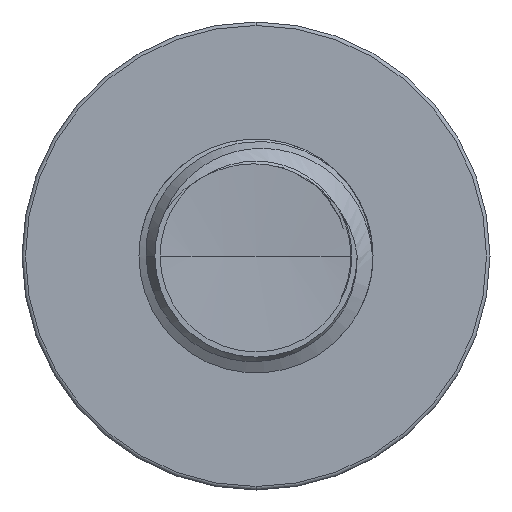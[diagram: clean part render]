
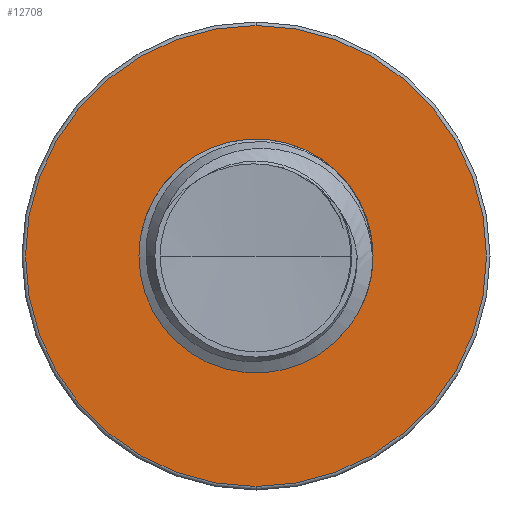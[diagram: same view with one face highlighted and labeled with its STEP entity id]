
A CAD part, front view. The second image highlights one B-rep face of the part: STEP entity #12708.
In plain terms, the highlighted planar face has unit normal (0, -1, 0).
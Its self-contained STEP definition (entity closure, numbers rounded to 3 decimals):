
#922 = AXIS2_PLACEMENT_3D ( 'NONE', #7296, #30936, #16400 ) ;
#1118 = CIRCLE ( 'NONE', #20500, 3.94 ) ;
#1384 = EDGE_CURVE ( 'NONE', #1664, #9331, #27942, .T. ) ;
#1455 = FACE_BOUND ( 'NONE', #32534, .T. ) ;
#1664 = VERTEX_POINT ( 'NONE', #3663 ) ;
#1972 = CARTESIAN_POINT ( 'NONE',  ( 0., 12.5, 0. ) ) ;
#3663 = CARTESIAN_POINT ( 'NONE',  ( 0., 12.5, 1.971 ) ) ;
#4541 = DIRECTION ( 'NONE',  ( 0., 0., -1. ) ) ;
#4823 = EDGE_CURVE ( 'NONE', #29588, #32556, #1118, .T. ) ;
#4927 = AXIS2_PLACEMENT_3D ( 'NONE', #5438, #5405, #5362 ) ;
#5362 = DIRECTION ( 'NONE',  ( 0., 0., -1. ) ) ;
#5405 = DIRECTION ( 'NONE',  ( 0., -1., 0. ) ) ;
#5438 = CARTESIAN_POINT ( 'NONE',  ( 0., 12.5, 0. ) ) ;
#6923 = DIRECTION ( 'NONE',  ( 0., -1., 0. ) ) ;
#7296 = CARTESIAN_POINT ( 'NONE',  ( 0., 12.5, 1.971 ) ) ;
#8570 = CARTESIAN_POINT ( 'NONE',  ( 0., 12.5, -1.971 ) ) ;
#9331 = VERTEX_POINT ( 'NONE', #8570 ) ;
#10525 = ORIENTED_EDGE ( 'NONE', *, *, #4823, .T. ) ;
#11953 = ORIENTED_EDGE ( 'NONE', *, *, #30233, .F. ) ;
#12686 = CIRCLE ( 'NONE', #26601, 3.94 ) ;
#12708 = ADVANCED_FACE ( 'NONE', ( #32137, #1455 ), #13656, .T. ) ;
#13656 = PLANE ( 'NONE',  #922 ) ;
#15869 = EDGE_LOOP ( 'NONE', ( #23246, #10525 ) ) ;
#16400 = DIRECTION ( 'NONE',  ( 0., 0., -1. ) ) ;
#20500 = AXIS2_PLACEMENT_3D ( 'NONE', #31251, #31224, #31189 ) ;
#21330 = ORIENTED_EDGE ( 'NONE', *, *, #1384, .F. ) ;
#21366 = DIRECTION ( 'NONE',  ( 0., -1., 0. ) ) ;
#23246 = ORIENTED_EDGE ( 'NONE', *, *, #27733, .T. ) ;
#23343 = CIRCLE ( 'NONE', #25388, 1.971 ) ;
#23521 = CARTESIAN_POINT ( 'NONE',  ( 0., 12.5, 0. ) ) ;
#24948 = CARTESIAN_POINT ( 'NONE',  ( 0., 12.5, -3.94 ) ) ;
#25388 = AXIS2_PLACEMENT_3D ( 'NONE', #1972, #21366, #4541 ) ;
#26070 = DIRECTION ( 'NONE',  ( 0., 0., -1. ) ) ;
#26601 = AXIS2_PLACEMENT_3D ( 'NONE', #23521, #6923, #26070 ) ;
#27733 = EDGE_CURVE ( 'NONE', #32556, #29588, #12686, .T. ) ;
#27942 = CIRCLE ( 'NONE', #4927, 1.971 ) ;
#29588 = VERTEX_POINT ( 'NONE', #31055 ) ;
#30233 = EDGE_CURVE ( 'NONE', #9331, #1664, #23343, .T. ) ;
#30936 = DIRECTION ( 'NONE',  ( 0., -1., 0. ) ) ;
#31055 = CARTESIAN_POINT ( 'NONE',  ( 0., 12.5, 3.94 ) ) ;
#31189 = DIRECTION ( 'NONE',  ( 0., 0., -1. ) ) ;
#31224 = DIRECTION ( 'NONE',  ( 0., -1., 0. ) ) ;
#31251 = CARTESIAN_POINT ( 'NONE',  ( 0., 12.5, 0. ) ) ;
#32137 = FACE_OUTER_BOUND ( 'NONE', #15869, .T. ) ;
#32534 = EDGE_LOOP ( 'NONE', ( #11953, #21330 ) ) ;
#32556 = VERTEX_POINT ( 'NONE', #24948 ) ;
